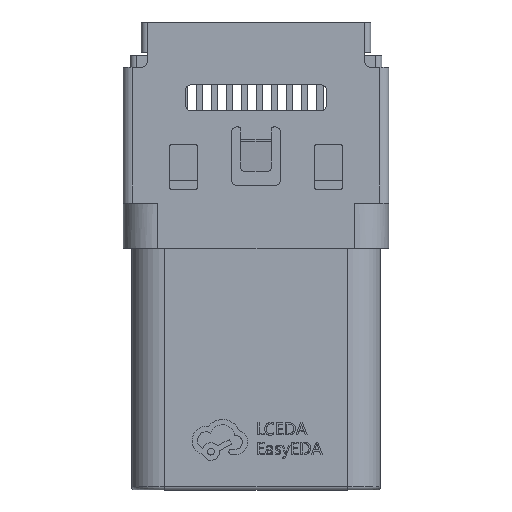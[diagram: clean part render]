
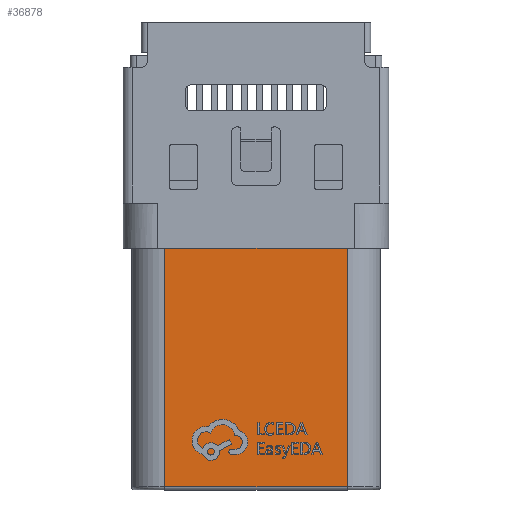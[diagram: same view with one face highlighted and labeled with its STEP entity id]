
A CAD part, top view. The second image highlights one B-rep face of the part: STEP entity #36878.
In plain terms, the highlighted planar face has unit normal (0, 0, 1).
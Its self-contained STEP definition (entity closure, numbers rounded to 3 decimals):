
#404 = ORIENTED_EDGE ( 'NONE', *, *, #4480, .T. ) ;
#989 = CARTESIAN_POINT ( 'NONE',  ( -3.025, 1.75, 2.65 ) ) ;
#1017 = VECTOR ( 'NONE', #9867, 1000. ) ;
#1910 = CARTESIAN_POINT ( 'NONE',  ( 3.025, 1.75, 2.65 ) ) ;
#2220 = EDGE_CURVE ( 'NONE', #37919, #29885, #28541, .T. ) ;
#2427 = EDGE_CURVE ( 'NONE', #21030, #30897, #24513, .T. ) ;
#4480 = EDGE_CURVE ( 'NONE', #29885, #21030, #10825, .T. ) ;
#5869 = CARTESIAN_POINT ( 'NONE',  ( -3.025, 1.75, 2.65 ) ) ;
#7267 = DIRECTION ( 'NONE',  ( 0., -1., 0. ) ) ;
#7423 = ORIENTED_EDGE ( 'NONE', *, *, #30559, .F. ) ;
#8857 = VECTOR ( 'NONE', #11983, 1000. ) ;
#9867 = DIRECTION ( 'NONE',  ( 0., -1., 0. ) ) ;
#10057 = CARTESIAN_POINT ( 'NONE',  ( -3.025, 1.75, 2.65 ) ) ;
#10312 = LINE ( 'NONE', #1910, #35952 ) ;
#10810 = CARTESIAN_POINT ( 'NONE',  ( -3.025, -7.65, 2.65 ) ) ;
#10825 = LINE ( 'NONE', #10057, #1017 ) ;
#11635 = CARTESIAN_POINT ( 'NONE',  ( 3.025, -7.65, 2.65 ) ) ;
#11983 = DIRECTION ( 'NONE',  ( 1., 0., 0. ) ) ;
#13895 = CARTESIAN_POINT ( 'NONE',  ( -3.025, 1.75, 2.65 ) ) ;
#14089 = AXIS2_PLACEMENT_3D ( 'NONE', #13895, #23731, #20711 ) ;
#17483 = CARTESIAN_POINT ( 'NONE',  ( 3.025, 1.75, 2.65 ) ) ;
#18310 = ORIENTED_EDGE ( 'NONE', *, *, #2220, .T. ) ;
#18867 = CARTESIAN_POINT ( 'NONE',  ( 3.025, -7.65, 2.65 ) ) ;
#20711 = DIRECTION ( 'NONE',  ( 1., 0., 0. ) ) ;
#21030 = VERTEX_POINT ( 'NONE', #10810 ) ;
#22989 = PLANE ( 'NONE',  #14089 ) ;
#23731 = DIRECTION ( 'NONE',  ( 0., 0., 1. ) ) ;
#24513 = LINE ( 'NONE', #18867, #8857 ) ;
#28541 = LINE ( 'NONE', #989, #29583 ) ;
#29583 = VECTOR ( 'NONE', #32180, 1000. ) ;
#29885 = VERTEX_POINT ( 'NONE', #5869 ) ;
#30559 = EDGE_CURVE ( 'NONE', #37919, #30897, #10312, .T. ) ;
#30897 = VERTEX_POINT ( 'NONE', #11635 ) ;
#32180 = DIRECTION ( 'NONE',  ( -1., 0., 0. ) ) ;
#33015 = EDGE_LOOP ( 'NONE', ( #404, #34905, #7423, #18310 ) ) ;
#34905 = ORIENTED_EDGE ( 'NONE', *, *, #2427, .T. ) ;
#35952 = VECTOR ( 'NONE', #7267, 1000. ) ;
#36878 = ADVANCED_FACE ( 'NONE', ( #38948 ), #22989, .T. ) ;
#37919 = VERTEX_POINT ( 'NONE', #17483 ) ;
#38948 = FACE_OUTER_BOUND ( 'NONE', #33015, .T. ) ;
